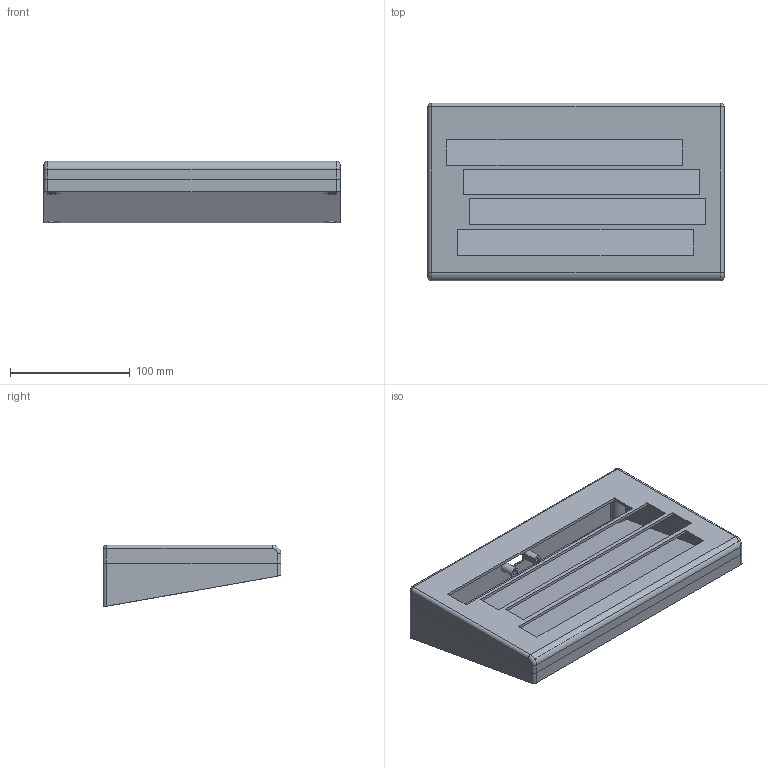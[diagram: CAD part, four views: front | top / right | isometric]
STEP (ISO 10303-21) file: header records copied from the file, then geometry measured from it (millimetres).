
FILE_DESCRIPTION(/* description */ (''),/* implementation_level */ '2;1');
FILE_NAME(/* name */ 'Keyboard Case Top.step',/* time_stamp */ '2025-12-14T11:10:38-06:00',/* author */ (''),/* organization */ (''),/* preprocessor_version */ 'ST-DEVELOPER v20.1',/* originating_system */ 'Autodesk Translation Framework v14.17.0.0',/* authorisation */ '');
FILE_SCHEMA (('AUTOMOTIVE_DESIGN { 1 0 10303 214 3 1 1 }'));
Length unit declared in the file: millimetre
Products named in the file (1): Keyboard Case
Bounding box: 247.5 x 148.5 x 51.57 mm (x, y, z)
Volume: 237919.1 mm3; surface area: 189070.9 mm2
Topology: 2 solids, 2 shells, 165 faces, 398 edges, 260 vertices
Faces by surface type: plane 95, cylinder 62, bspline 4, torus 2, sphere 2
Full cylindrical faces by diameter (mm): 3.8 x4, 4.6 x12, 7.5 x4, 7.8 x1, 8.6 x3
Entity records: 4925 total; most frequent: DIRECTION 870, CARTESIAN_POINT 852, ORIENTED_EDGE 796, EDGE_CURVE 398, AXIS2_PLACEMENT_3D 310, VERTEX_POINT 260, LINE 250, VECTOR 250
